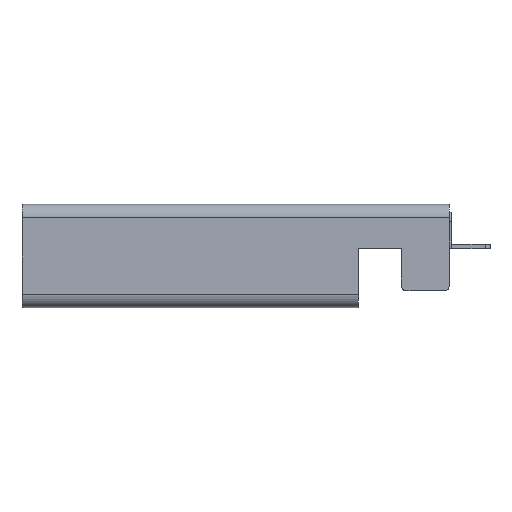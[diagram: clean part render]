
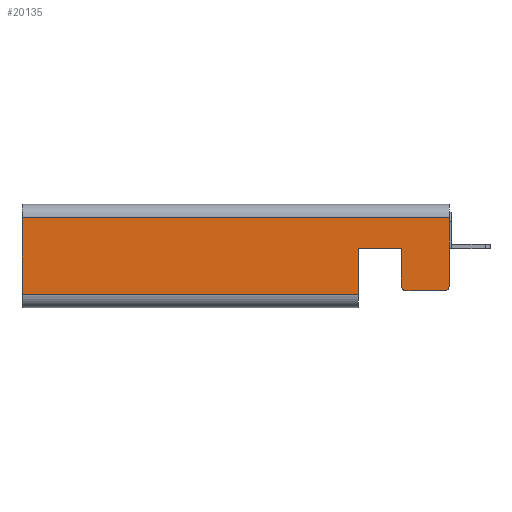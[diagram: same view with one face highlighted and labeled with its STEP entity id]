
A CAD part, front view. The second image highlights one B-rep face of the part: STEP entity #20135.
In plain terms, the highlighted planar face has unit normal (0, -1, 0).
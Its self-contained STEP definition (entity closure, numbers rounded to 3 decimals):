
#213 = CARTESIAN_POINT ( 'NONE',  ( 7.7, -13.45, -50.15 ) ) ;
#535 = CARTESIAN_POINT ( 'NONE',  ( -11.6, -13.45, -48.5 ) ) ;
#952 = CARTESIAN_POINT ( 'NONE',  ( 7.7, -13.45, -48.5 ) ) ;
#1030 = CARTESIAN_POINT ( 'NONE',  ( 5.8, -13.45, -50.5 ) ) ;
#1467 = FACE_OUTER_BOUND ( 'NONE', #23968, .T. ) ;
#1896 = CARTESIAN_POINT ( 'NONE',  ( -29., -13.45, -47.15 ) ) ;
#1936 = CARTESIAN_POINT ( 'NONE',  ( -29., -13.45, -50.5 ) ) ;
#2421 = EDGE_CURVE ( 'NONE', #19262, #30849, #11425, .T. ) ;
#3116 = EDGE_CURVE ( 'NONE', #21438, #29394, #30860, .T. ) ;
#3421 = DIRECTION ( 'NONE',  ( 0., 0., -1. ) ) ;
#3583 = VERTEX_POINT ( 'NONE', #28066 ) ;
#4342 = ORIENTED_EDGE ( 'NONE', *, *, #6382, .F. ) ;
#5408 = CIRCLE ( 'NONE', #27932, 0.2 ) ;
#6060 = LINE ( 'NONE', #535, #12127 ) ;
#6247 = CARTESIAN_POINT ( 'NONE',  ( 9.6, -13.45, -50.35 ) ) ;
#6382 = EDGE_CURVE ( 'NONE', #10678, #18434, #29096, .T. ) ;
#7930 = EDGE_CURVE ( 'NONE', #30849, #21438, #6060, .T. ) ;
#8484 = DIRECTION ( 'NONE',  ( 0., 0., -1. ) ) ;
#8799 = ORIENTED_EDGE ( 'NONE', *, *, #9160, .F. ) ;
#8843 = EDGE_CURVE ( 'NONE', #18434, #23832, #12820, .T. ) ;
#9160 = EDGE_CURVE ( 'NONE', #21457, #20733, #30788, .T. ) ;
#9523 = ORIENTED_EDGE ( 'NONE', *, *, #8843, .F. ) ;
#10337 = VECTOR ( 'NONE', #16601, 1000. ) ;
#10678 = VERTEX_POINT ( 'NONE', #29777 ) ;
#11024 = LINE ( 'NONE', #28916, #24787 ) ;
#11425 = LINE ( 'NONE', #14003, #16379 ) ;
#11706 = AXIS2_PLACEMENT_3D ( 'NONE', #14361, #14047, #14458 ) ;
#11947 = AXIS2_PLACEMENT_3D ( 'NONE', #18354, #18040, #3421 ) ;
#11956 = DIRECTION ( 'NONE',  ( 0., 0., 1. ) ) ;
#12127 = VECTOR ( 'NONE', #29781, 1000. ) ;
#12820 = LINE ( 'NONE', #28143, #21626 ) ;
#13078 = CARTESIAN_POINT ( 'NONE',  ( 9.8, -13.45, -50.15 ) ) ;
#13131 = EDGE_CURVE ( 'NONE', #3583, #29394, #27695, .T. ) ;
#14003 = CARTESIAN_POINT ( 'NONE',  ( 7.7, -13.45, -49.5 ) ) ;
#14047 = DIRECTION ( 'NONE',  ( 0., 1., 0. ) ) ;
#14361 = CARTESIAN_POINT ( 'NONE',  ( 9.6, -13.45, -50.15 ) ) ;
#14458 = DIRECTION ( 'NONE',  ( 1., 0., 0. ) ) ;
#15476 = ORIENTED_EDGE ( 'NONE', *, *, #3116, .F. ) ;
#16379 = VECTOR ( 'NONE', #11956, 1000. ) ;
#16601 = DIRECTION ( 'NONE',  ( 1., 0., 0. ) ) ;
#17087 = VECTOR ( 'NONE', #29038, 1000. ) ;
#17189 = DIRECTION ( 'NONE',  ( 1., 0., 0. ) ) ;
#17913 = ORIENTED_EDGE ( 'NONE', *, *, #2421, .F. ) ;
#18040 = DIRECTION ( 'NONE',  ( 0., -1., 0. ) ) ;
#18346 = ORIENTED_EDGE ( 'NONE', *, *, #28498, .F. ) ;
#18354 = CARTESIAN_POINT ( 'NONE',  ( -29., -13.45, -50.5 ) ) ;
#18420 = CARTESIAN_POINT ( 'NONE',  ( 7.9, -13.45, -50.35 ) ) ;
#18434 = VERTEX_POINT ( 'NONE', #31028 ) ;
#18593 = EDGE_CURVE ( 'NONE', #20733, #19262, #5408, .T. ) ;
#19262 = VERTEX_POINT ( 'NONE', #213 ) ;
#19298 = CARTESIAN_POINT ( 'NONE',  ( 5.8, -13.45, -50.8 ) ) ;
#20135 = ADVANCED_FACE ( 'NONE', ( #1467 ), #28302, .T. ) ;
#20733 = VERTEX_POINT ( 'NONE', #18420 ) ;
#20797 = ORIENTED_EDGE ( 'NONE', *, *, #18593, .F. ) ;
#21438 = VERTEX_POINT ( 'NONE', #23727 ) ;
#21457 = VERTEX_POINT ( 'NONE', #6247 ) ;
#21626 = VECTOR ( 'NONE', #8484, 1000. ) ;
#22323 = CARTESIAN_POINT ( 'NONE',  ( 7.9, -13.45, -50.15 ) ) ;
#23727 = CARTESIAN_POINT ( 'NONE',  ( 5.8, -13.45, -48.5 ) ) ;
#23832 = VERTEX_POINT ( 'NONE', #13078 ) ;
#23968 = EDGE_LOOP ( 'NONE', ( #15476, #29167, #17913, #20797, #8799, #24479, #9523, #4342, #18346, #31106 ) ) ;
#24081 = EDGE_CURVE ( 'NONE', #23832, #21457, #30048, .T. ) ;
#24287 = VECTOR ( 'NONE', #29610, 1000. ) ;
#24479 = ORIENTED_EDGE ( 'NONE', *, *, #24081, .F. ) ;
#24787 = VECTOR ( 'NONE', #31022, 1000. ) ;
#25847 = DIRECTION ( 'NONE',  ( 1., 0., 0. ) ) ;
#26917 = VECTOR ( 'NONE', #25847, 1000. ) ;
#27695 = LINE ( 'NONE', #1936, #26917 ) ;
#27932 = AXIS2_PLACEMENT_3D ( 'NONE', #22323, #29179, #17189 ) ;
#28066 = CARTESIAN_POINT ( 'NONE',  ( -9., -13.45, -50.5 ) ) ;
#28143 = CARTESIAN_POINT ( 'NONE',  ( 9.8, -13.45, -50.325 ) ) ;
#28302 = PLANE ( 'NONE',  #11947 ) ;
#28498 = EDGE_CURVE ( 'NONE', #3583, #10678, #11024, .T. ) ;
#28916 = CARTESIAN_POINT ( 'NONE',  ( -9., -13.45, -48.525 ) ) ;
#29038 = DIRECTION ( 'NONE',  ( 0., 0., -1. ) ) ;
#29096 = LINE ( 'NONE', #1896, #10337 ) ;
#29167 = ORIENTED_EDGE ( 'NONE', *, *, #7930, .F. ) ;
#29179 = DIRECTION ( 'NONE',  ( 0., 1., 0. ) ) ;
#29394 = VERTEX_POINT ( 'NONE', #1030 ) ;
#29610 = DIRECTION ( 'NONE',  ( -1., 0., 0. ) ) ;
#29718 = CARTESIAN_POINT ( 'NONE',  ( -10.55, -13.45, -50.35 ) ) ;
#29777 = CARTESIAN_POINT ( 'NONE',  ( -9., -13.45, -47.15 ) ) ;
#29781 = DIRECTION ( 'NONE',  ( -1., 0., 0. ) ) ;
#30048 = CIRCLE ( 'NONE', #11706, 0.2 ) ;
#30788 = LINE ( 'NONE', #29718, #24287 ) ;
#30849 = VERTEX_POINT ( 'NONE', #952 ) ;
#30860 = LINE ( 'NONE', #19298, #17087 ) ;
#31022 = DIRECTION ( 'NONE',  ( 0., 0., 1. ) ) ;
#31028 = CARTESIAN_POINT ( 'NONE',  ( 9.8, -13.45, -47.15 ) ) ;
#31106 = ORIENTED_EDGE ( 'NONE', *, *, #13131, .T. ) ;
